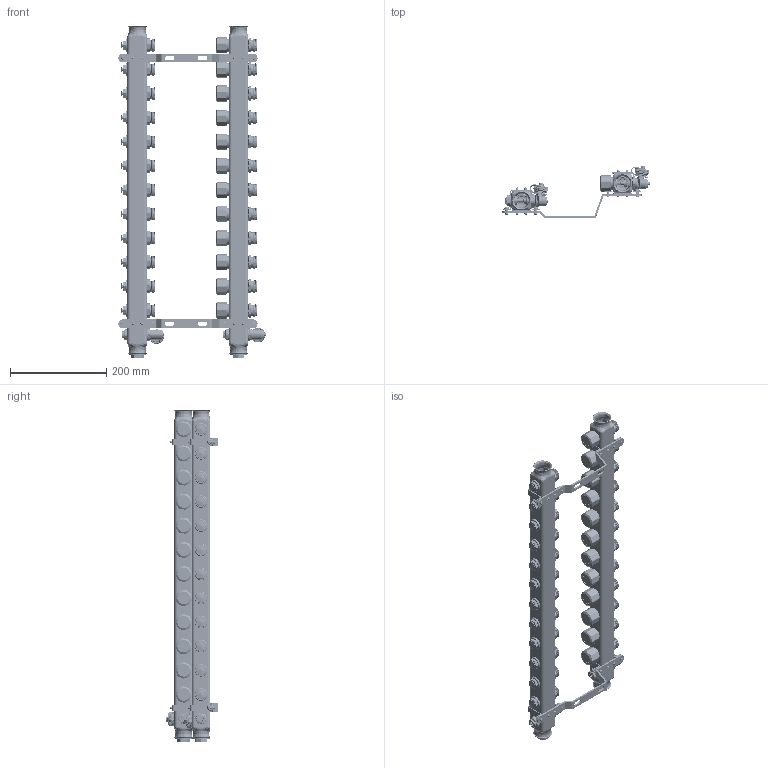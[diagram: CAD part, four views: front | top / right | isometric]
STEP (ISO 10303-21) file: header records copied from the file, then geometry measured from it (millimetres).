
FILE_DESCRIPTION (( 'STEP AP214' ), '1' );
FILE_NAME ('SSM-12R.STEP', '2023-11-11T17:06:37', ( '' ), ( '' ), 'SwSTEP 2.0', 'SolidWorks 2018', '' );
FILE_SCHEMA (( 'AUTOMOTIVE_DESIGN' ));
Length unit declared in the file: millimetre
Products named in the file (46): す鞠褒郪蚾; 3100-15-04______.STEP; 002; O____22x2.STEP; 3100-15-05____.STEP; 齬ァ概羲壽; 3100-15-01____.STEP; 蚾饜极す砎々; W3100-15邿阨概.STEP; 13H; 肣菁啣; ѹñ; 縐遠; 3100-15-02____.STEP; M6X12蹟佪; 滑菸盓殤縐遠; 囀鞠褒諉芛; 7.6x1.9; 齬ァ概呿蹋芛; 黑簽; 18X2.5; W3100-15邿阨概; 懦伎鬥忒謫; 326.200.00__________24.2x2.STEP; 霜講數13; 18X2; 媼芛簽; 概郋郪蚾13; 盓殤砎々18潔擒; 354.002.00__________.STEP; 3100-15-03____.STEP; 祥凄詩裝赽; 砎蝶菁啣; O____10x2.5.STEP; 粟銅杶; 003裔赽; 齬ァ概肣璃; 齬ァ概; 粟銅概郋蚾饜极; O____16x1.9.STEP ...
Assembly tree (103 placements, depth 5):
  SSM-12R
    霜講數13
      黑簽
      W3100-15邿阨概
        W3100-15邿阨概.STEP
          3100-15-01____.STEP
          3100-15-02____.STEP
          3100-15-03____.STEP
          3100-15-04______.STEP
          O____10x2.5.STEP
          O____13x1.5.STEP
          O____7x1.5.STEP
          O____22x2.STEP
          3100-15-05____.STEP
          326.200.00__________24.2x2.STEP
          O____16x1.9.STEP  x2
          354.002.00__________.STEP
      齬ァ概
        齬ァ概肣璃
        齬ァ概呿蹋芛
        齬ァ概羲壽
        18X2
      13H
      す鞠褒郪蚾  x12
        003郪蚾
          002
          J002-FL
          003裔赽
        囀鞠褒諉芛
    概郋郪蚾13
      懦伎鬥忒謫  x12
      囀鞠褒諉芛  x12
      粟銅概郋蚾饜极  x12
        媼芛簽
        ѹñ
        祥凄詩裝赽
        粟銅杶
        肣菁啣
        砎蝶菁啣
        7.6x1.9
        18X2.5
      黑簽
      W3100-15邿阨概
        W3100-15邿阨概.STEP
          3100-15-01____.STEP
          3100-15-02____.STEP
          3100-15-03____.STEP
          3100-15-04______.STEP
          O____10x2.5.STEP
          O____13x1.5.STEP
          O____7x1.5.STEP
          O____22x2.STEP
          3100-15-05____.STEP
          326.200.00__________24.2x2.STEP
          O____16x1.9.STEP  x2
          354.002.00__________.STEP
      齬ァ概
        齬ァ概肣璃
        齬ァ概呿蹋芛
        齬ァ概羲壽
Bounding box: 305.17 x 109.6 x 688.6 mm (x, y, z)
Volume: 890685.3 mm3; surface area: 892723.6 mm2
Topology: 240 solids, 240 shells, 10882 faces, 26496 edges, 16664 vertices
Faces by surface type: cylinder 4300, plane 2946, cone 2130, torus 1108, bspline 398
Entity records: 95199 total; most frequent: CARTESIAN_POINT 49670, ORIENTED_EDGE 9244, DIRECTION 9242, EDGE_CURVE 4622, AXIS2_PLACEMENT_3D 3818, VERTEX_POINT 2944, EDGE_LOOP 2064, CIRCLE 1936
